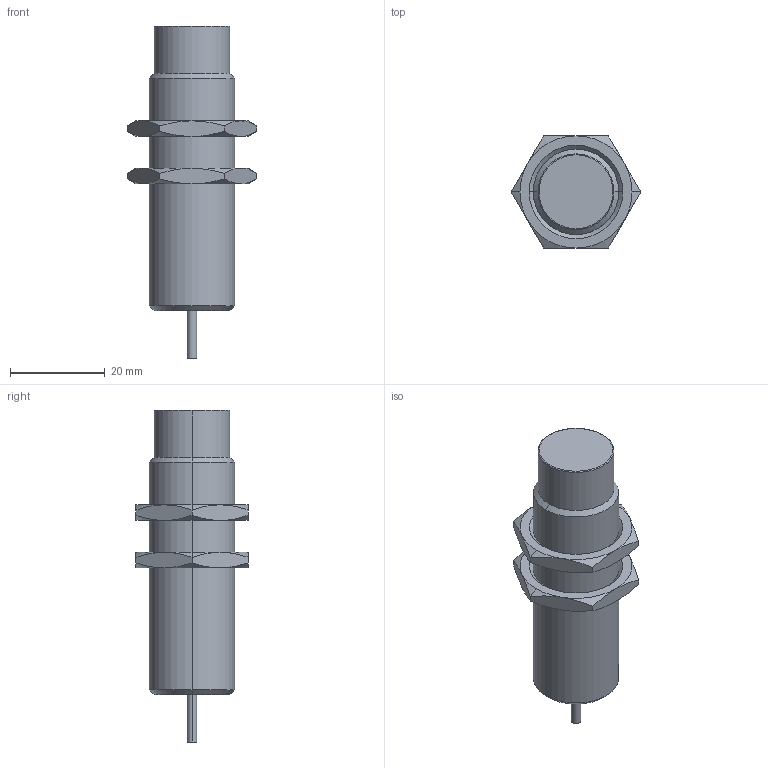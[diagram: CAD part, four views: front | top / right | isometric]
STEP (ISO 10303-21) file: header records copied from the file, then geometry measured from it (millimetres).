
FILE_DESCRIPTION((''),'2;1');
FILE_NAME('ASM0001_ASM','2012-02-09T',('dhelisch'),(''),'PRO/ENGINEER BY PARAMETRIC TECHNOLOGY CORPORATION, 2007250','PRO/ENGINEER BY PARAMETRIC TECHNOLOGY CORPORATION, 2007250','');
FILE_SCHEMA(('CONFIG_CONTROL_DESIGN'));
Length unit declared in the file: millimetre
Products named in the file (3): CAD1535; SECHSKANTMUTTER_5; ASM0001_ASM
Assembly tree (3 placements, depth 2):
  ASM0001_ASM
    CAD1535
    SECHSKANTMUTTER_5  x2
Bounding box: 27.31 x 23.65 x 70 mm (x, y, z)
Volume: 16078 mm3; surface area: 5457.5 mm2
Topology: 3 solids, 3 shells, 75 faces, 156 edges, 88 vertices
Faces by surface type: cone 44, plane 19, cylinder 10, torus 2
Entity records: 1578 total; most frequent: CARTESIAN_POINT 347, DIRECTION 212, ORIENTED_EDGE 184, AXIS2_PLACEMENT_3D 93, EDGE_CURVE 92, COLOUR_RGB 74, VERTEX_POINT 52, EDGE_LOOP 48
